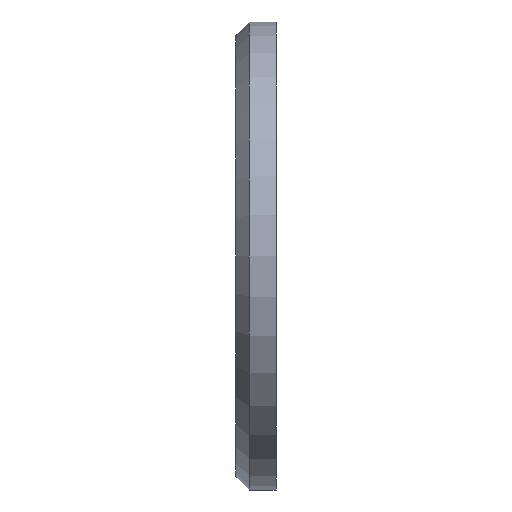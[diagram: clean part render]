
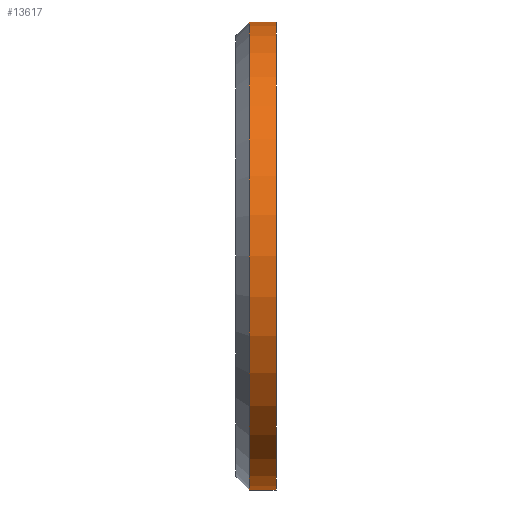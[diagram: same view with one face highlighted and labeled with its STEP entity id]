
A CAD part, left-side view. The second image highlights one B-rep face of the part: STEP entity #13617.
In plain terms, the highlighted cylindrical face has radius 17.5 mm (diameter 35 mm), a partial arc.
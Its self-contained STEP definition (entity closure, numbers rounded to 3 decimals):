
#753 = EDGE_CURVE ( 'NONE', #4266, #3735, #12581, .T. ) ;
#1128 = CARTESIAN_POINT ( 'NONE',  ( 0., 3., 17.5 ) ) ;
#1561 = CYLINDRICAL_SURFACE ( 'NONE', #4568, 17.5 ) ;
#2264 = AXIS2_PLACEMENT_3D ( 'NONE', #6874, #7783, #5587 ) ;
#3033 = DIRECTION ( 'NONE',  ( 0., 1., 0. ) ) ;
#3103 = LINE ( 'NONE', #1128, #6837 ) ;
#3377 = EDGE_CURVE ( 'NONE', #12659, #14279, #3103, .T. ) ;
#3596 = CIRCLE ( 'NONE', #8508, 17.5 ) ;
#3735 = VERTEX_POINT ( 'NONE', #7072 ) ;
#3845 = CARTESIAN_POINT ( 'NONE',  ( 0., 0., 17.5 ) ) ;
#4266 = VERTEX_POINT ( 'NONE', #11011 ) ;
#4514 = DIRECTION ( 'NONE',  ( 0., 0., 1. ) ) ;
#4568 = AXIS2_PLACEMENT_3D ( 'NONE', #13108, #12955, #6179 ) ;
#4793 = EDGE_CURVE ( 'NONE', #3735, #14279, #3596, .T. ) ;
#5587 = DIRECTION ( 'NONE',  ( 0., 0., 1. ) ) ;
#6179 = DIRECTION ( 'NONE',  ( 0., 0., -1. ) ) ;
#6356 = CIRCLE ( 'NONE', #2264, 17.5 ) ;
#6837 = VECTOR ( 'NONE', #9077, 1000. ) ;
#6874 = CARTESIAN_POINT ( 'NONE',  ( 0., 2., 0. ) ) ;
#6998 = CARTESIAN_POINT ( 'NONE',  ( 0., 2., 17.5 ) ) ;
#7072 = CARTESIAN_POINT ( 'NONE',  ( 0., 0., -17.5 ) ) ;
#7678 = ORIENTED_EDGE ( 'NONE', *, *, #3377, .F. ) ;
#7783 = DIRECTION ( 'NONE',  ( 0., -1., 0. ) ) ;
#7916 = CARTESIAN_POINT ( 'NONE',  ( 0., 3., -17.5 ) ) ;
#8004 = CARTESIAN_POINT ( 'NONE',  ( 0., 0., 0. ) ) ;
#8508 = AXIS2_PLACEMENT_3D ( 'NONE', #8004, #3033, #4514 ) ;
#9036 = DIRECTION ( 'NONE',  ( 0., -1., 0. ) ) ;
#9077 = DIRECTION ( 'NONE',  ( 0., -1., 0. ) ) ;
#9080 = EDGE_CURVE ( 'NONE', #12659, #4266, #6356, .T. ) ;
#9522 = EDGE_LOOP ( 'NONE', ( #7678, #14074, #14275, #13338 ) ) ;
#9562 = VECTOR ( 'NONE', #9036, 1000. ) ;
#11011 = CARTESIAN_POINT ( 'NONE',  ( 0., 2., -17.5 ) ) ;
#12581 = LINE ( 'NONE', #7916, #9562 ) ;
#12659 = VERTEX_POINT ( 'NONE', #6998 ) ;
#12955 = DIRECTION ( 'NONE',  ( 0., -1., 0. ) ) ;
#13108 = CARTESIAN_POINT ( 'NONE',  ( 0., 3., 0. ) ) ;
#13338 = ORIENTED_EDGE ( 'NONE', *, *, #4793, .T. ) ;
#13617 = ADVANCED_FACE ( 'NONE', ( #14034 ), #1561, .T. ) ;
#14034 = FACE_OUTER_BOUND ( 'NONE', #9522, .T. ) ;
#14074 = ORIENTED_EDGE ( 'NONE', *, *, #9080, .T. ) ;
#14275 = ORIENTED_EDGE ( 'NONE', *, *, #753, .T. ) ;
#14279 = VERTEX_POINT ( 'NONE', #3845 ) ;
